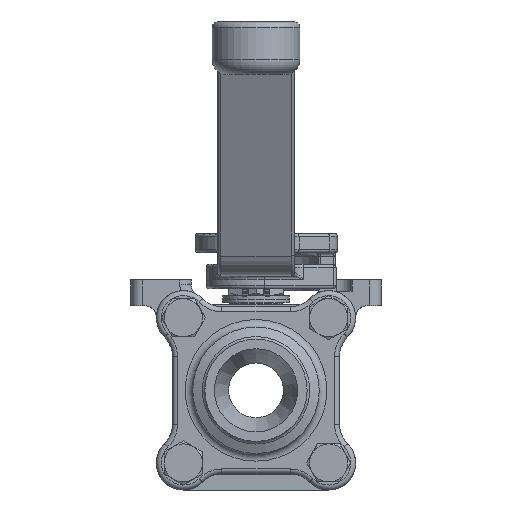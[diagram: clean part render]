
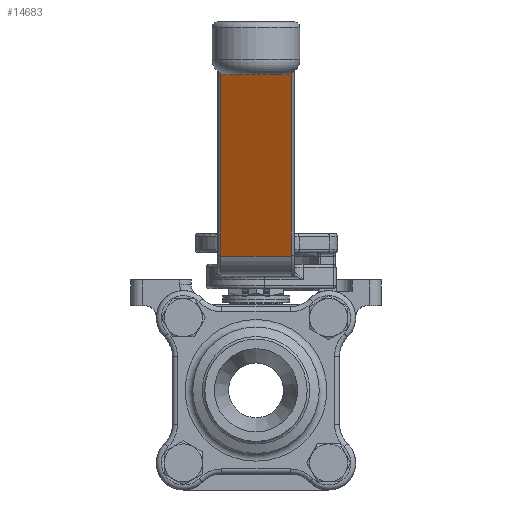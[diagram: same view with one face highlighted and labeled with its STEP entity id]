
A CAD part, left-side view. The second image highlights one B-rep face of the part: STEP entity #14683.
In plain terms, the highlighted planar face has unit normal (-0.906, 0, -0.423).
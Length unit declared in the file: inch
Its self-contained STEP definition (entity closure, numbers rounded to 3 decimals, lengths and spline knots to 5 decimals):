
#2238=LINE('',#23764,#3137);
#2243=LINE('',#23876,#3142);
#2244=LINE('',#23880,#3143);
#2245=LINE('',#23881,#3144);
#3137=VECTOR('',#18324,2.10141);
#3142=VECTOR('',#18355,0.72441);
#3143=VECTOR('',#18360,0.72441);
#3144=VECTOR('',#18361,2.10141);
#3990=FACE_OUTER_BOUND('',#4904,.T.);
#4904=EDGE_LOOP('',(#11010,#11011,#11012,#11013));
#6840=VERTEX_POINT('',#23758);
#6841=VERTEX_POINT('',#23762);
#6851=VERTEX_POINT('',#23875);
#6852=VERTEX_POINT('',#23879);
#8360=EDGE_CURVE('',#6840,#6841,#2238,.T.);
#8375=EDGE_CURVE('',#6841,#6851,#2243,.T.);
#8377=EDGE_CURVE('',#6852,#6840,#2244,.T.);
#8378=EDGE_CURVE('',#6851,#6852,#2245,.T.);
#11010=ORIENTED_EDGE('',*,*,#8360,.F.);
#11011=ORIENTED_EDGE('',*,*,#8377,.F.);
#11012=ORIENTED_EDGE('',*,*,#8378,.F.);
#11013=ORIENTED_EDGE('',*,*,#8375,.F.);
#14178=PLANE('',#15845);
#14683=ADVANCED_FACE('',(#3990),#14178,.T.);
#15845=AXIS2_PLACEMENT_3D('',#23878,#18358,#18359);
#18324=DIRECTION('',(0.423,0.,-0.906));
#18355=DIRECTION('',(0.,1.,0.));
#18358=DIRECTION('center_axis',(-0.906,0.,
-0.423));
#18359=DIRECTION('ref_axis',(0.423,0.,-0.906));
#18360=DIRECTION('',(0.,-1.,0.));
#18361=DIRECTION('',(-0.423,0.,0.906));
#23758=CARTESIAN_POINT('',(-2.06146,-0.3622,3.29144));
#23762=CARTESIAN_POINT('',(-1.17336,-0.3622,1.38691));
#23764=CARTESIAN_POINT('',(-2.29475,-0.3622,3.79175));
#23875=CARTESIAN_POINT('',(-1.17336,0.3622,1.38691));
#23876=CARTESIAN_POINT('',(-1.17336,0.19685,1.38691));
#23878=CARTESIAN_POINT('Origin',(-2.21516,0.3937,3.62105));
#23879=CARTESIAN_POINT('',(-2.06146,0.3622,3.29144));
#23880=CARTESIAN_POINT('',(-2.06146,0.3937,3.29144));
#23881=CARTESIAN_POINT('',(-2.33245,0.3622,3.87259));
